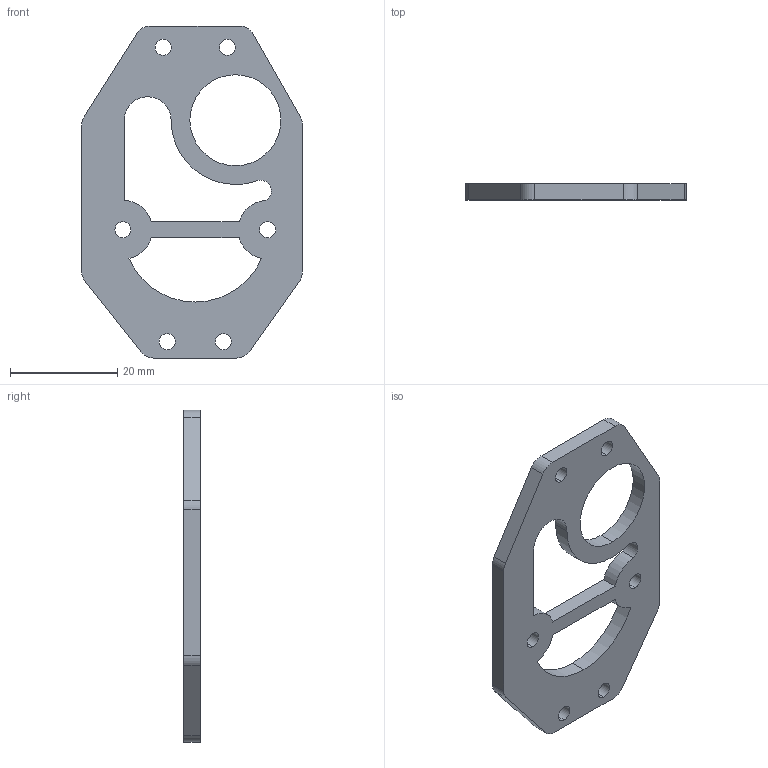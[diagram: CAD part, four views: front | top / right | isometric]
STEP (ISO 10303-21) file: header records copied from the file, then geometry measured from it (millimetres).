
FILE_DESCRIPTION (( 'STEP AP203' ), '1' );
FILE_NAME ('Base Plate_Default_sldprt.STEP', '2023-02-02T14:15:12', ( '' ), ( '' ), 'SwSTEP 2.0', 'SolidWorks 2022', '' );
FILE_SCHEMA (( 'CONFIG_CONTROL_DESIGN' ));
Length unit declared in the file: millimetre
Products named in the file (1): Base Plate_Default_sldprt
Bounding box: 41.21 x 3 x 62 mm (x, y, z)
Volume: 4140.6 mm3; surface area: 4057.1 mm2
Topology: 1 solids, 1 shells, 45 faces, 129 edges, 86 vertices
Faces by surface type: cylinder 32, plane 13
Entity records: 1620 total; most frequent: DIRECTION 285, CARTESIAN_POINT 261, ORIENTED_EDGE 258, EDGE_CURVE 129, AXIS2_PLACEMENT_3D 110, VERTEX_POINT 86, LINE 65, VECTOR 65
